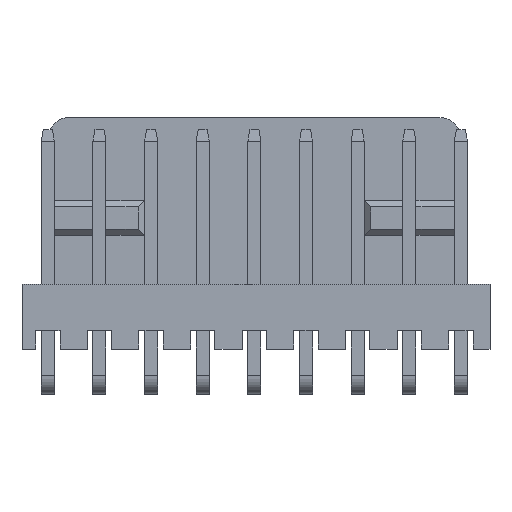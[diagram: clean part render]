
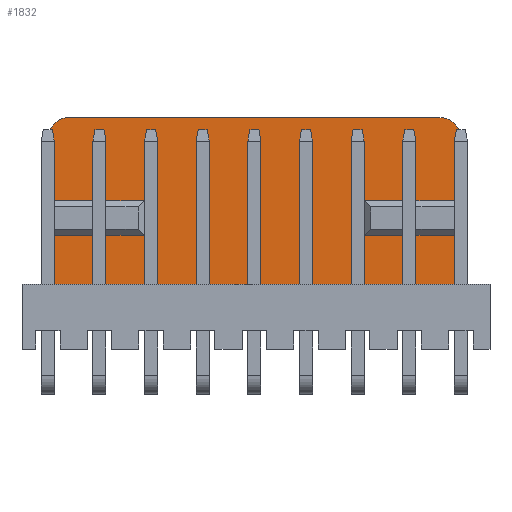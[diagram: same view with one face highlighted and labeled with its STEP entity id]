
A CAD part, top view. The second image highlights one B-rep face of the part: STEP entity #1832.
In plain terms, the highlighted planar face has unit normal (0, 0, 1).
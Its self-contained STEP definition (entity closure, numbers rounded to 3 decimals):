
#119 = AXIS2_PLACEMENT_3D ( 'NONE', #6379, #6380, #6381 ) ;
#125 = AXIS2_PLACEMENT_3D ( 'NONE', #6482, #6483, #6484 ) ;
#139 = VERTEX_POINT ( 'NONE', #2711 ) ;
#141 = VERTEX_POINT ( 'NONE', #2713 ) ;
#147 = VERTEX_POINT ( 'NONE', #2708 ) ;
#167 = VERTEX_POINT ( 'NONE', #2733 ) ;
#175 = VERTEX_POINT ( 'NONE', #2741 ) ;
#196 = VERTEX_POINT ( 'NONE', #2762 ) ;
#197 = VERTEX_POINT ( 'NONE', #2763 ) ;
#643 = ORIENTED_EDGE ( 'NONE', *, *, #2584, .T. ) ;
#644 = ORIENTED_EDGE ( 'NONE', *, *, #2628, .T. ) ;
#645 = ORIENTED_EDGE ( 'NONE', *, *, #2630, .F. ) ;
#646 = ORIENTED_EDGE ( 'NONE', *, *, #2632, .F. ) ;
#647 = ORIENTED_EDGE ( 'NONE', *, *, #2634, .F. ) ;
#648 = ORIENTED_EDGE ( 'NONE', *, *, #2636, .T. ) ;
#649 = ORIENTED_EDGE ( 'NONE', *, *, #2639, .F. ) ;
#650 = ORIENTED_EDGE ( 'NONE', *, *, #5917, .T. ) ;
#651 = ORIENTED_EDGE ( 'NONE', *, *, #5815, .F. ) ;
#652 = ORIENTED_EDGE ( 'NONE', *, *, #5820, .T. ) ;
#653 = ORIENTED_EDGE ( 'NONE', *, *, #7088, .F. ) ;
#654 = ORIENTED_EDGE ( 'NONE', *, *, #7086, .F. ) ;
#655 = ORIENTED_EDGE ( 'NONE', *, *, #7084, .F. ) ;
#656 = ORIENTED_EDGE ( 'NONE', *, *, #5819, .T. ) ;
#891 = AXIS2_PLACEMENT_3D ( 'NONE', #3130, #3139, #3140 ) ;
#1497 = CARTESIAN_POINT ( 'NONE',  ( 10.722, -3.377, 0.86 ) ) ;
#1588 = CARTESIAN_POINT ( 'NONE',  ( 9.722, 4.823, 0.86 ) ) ;
#1617 = CARTESIAN_POINT ( 'NONE',  ( 6.012, 0.723, 0.86 ) ) ;
#1619 = CARTESIAN_POINT ( 'NONE',  ( 10.722, -0.977, 0.86 ) ) ;
#1628 = CARTESIAN_POINT ( 'NONE',  ( 10.722, 3.823, 0.86 ) ) ;
#1632 = CARTESIAN_POINT ( 'NONE',  ( 10.722, 0.723, 0.86 ) ) ;
#1633 = CARTESIAN_POINT ( 'NONE',  ( 6.012, -0.977, 0.86 ) ) ;
#1832 = ADVANCED_FACE ( 'NONE', ( #7410 ), #3137, .F. ) ;
#2140 = EDGE_LOOP ( 'NONE', ( #643, #644, #645, #646, #647, #648, #649, #650, #651, #652, #653, #654, #655, #656 ) ) ;
#2238 = VERTEX_POINT ( 'NONE', #1497 ) ;
#2329 = VERTEX_POINT ( 'NONE', #1588 ) ;
#2358 = VERTEX_POINT ( 'NONE', #1617 ) ;
#2360 = VERTEX_POINT ( 'NONE', #1619 ) ;
#2369 = VERTEX_POINT ( 'NONE', #1628 ) ;
#2373 = VERTEX_POINT ( 'NONE', #1632 ) ;
#2374 = VERTEX_POINT ( 'NONE', #1633 ) ;
#2584 = EDGE_CURVE ( 'NONE', #147, #2238, #3777, .T. ) ;
#2628 = EDGE_CURVE ( 'NONE', #2238, #2360, #3876, .T. ) ;
#2630 = EDGE_CURVE ( 'NONE', #2374, #2360, #3880, .T. ) ;
#2632 = EDGE_CURVE ( 'NONE', #2358, #2374, #3872, .T. ) ;
#2634 = EDGE_CURVE ( 'NONE', #2373, #2358, #3884, .T. ) ;
#2636 = EDGE_CURVE ( 'NONE', #2373, #2369, #3887, .T. ) ;
#2639 = EDGE_CURVE ( 'NONE', #2329, #2369, #3895, .T. ) ;
#2708 = CARTESIAN_POINT ( 'NONE',  ( -9.538, -3.377, 0.86 ) ) ;
#2711 = CARTESIAN_POINT ( 'NONE',  ( -8.538, 4.823, 0.86 ) ) ;
#2713 = CARTESIAN_POINT ( 'NONE',  ( -9.538, 3.823, 0.86 ) ) ;
#2733 = CARTESIAN_POINT ( 'NONE',  ( -4.828, -0.977, 0.86 ) ) ;
#2741 = CARTESIAN_POINT ( 'NONE',  ( -4.828, 0.723, 0.86 ) ) ;
#2762 = CARTESIAN_POINT ( 'NONE',  ( -9.538, -0.977, 0.86 ) ) ;
#2763 = CARTESIAN_POINT ( 'NONE',  ( -9.538, 0.723, 0.86 ) ) ;
#3130 = CARTESIAN_POINT ( 'NONE',  ( -9.538, 0.723, 0.86 ) ) ;
#3137 = PLANE ( 'NONE',  #891 ) ;
#3139 = DIRECTION ( 'NONE',  ( 0., 0., -1. ) ) ;
#3140 = DIRECTION ( 'NONE',  ( -1., 0., 0. ) ) ;
#3777 = LINE ( 'NONE', #6309, #3785 ) ;
#3785 = VECTOR ( 'NONE', #6314, 1000. ) ;
#3872 = LINE ( 'NONE', #6339, #3889 ) ;
#3876 = LINE ( 'NONE', #6367, #3882 ) ;
#3880 = LINE ( 'NONE', #6369, #3886 ) ;
#3882 = VECTOR ( 'NONE', #6368, 1000. ) ;
#3884 = LINE ( 'NONE', #6364, #3892 ) ;
#3886 = VECTOR ( 'NONE', #6371, 1000. ) ;
#3887 = LINE ( 'NONE', #6370, #3896 ) ;
#3889 = VECTOR ( 'NONE', #6372, 1000. ) ;
#3892 = VECTOR ( 'NONE', #6374, 1000. ) ;
#3895 = CIRCLE ( 'NONE', #119, 1. ) ;
#3896 = VECTOR ( 'NONE', #6376, 1000. ) ;
#4048 = CIRCLE ( 'NONE', #125, 1. ) ;
#4070 = LINE ( 'NONE', #6490, #4075 ) ;
#4073 = LINE ( 'NONE', #6492, #4078 ) ;
#4075 = VECTOR ( 'NONE', #6491, 1000. ) ;
#4078 = VECTOR ( 'NONE', #6493, 1000. ) ;
#4367 = LINE ( 'NONE', #6687, #4370 ) ;
#4370 = VECTOR ( 'NONE', #6688, 1000. ) ;
#5688 = LINE ( 'NONE', #6192, #5691 ) ;
#5691 = VECTOR ( 'NONE', #6193, 1000. ) ;
#5692 = LINE ( 'NONE', #6196, #5695 ) ;
#5695 = VECTOR ( 'NONE', #6198, 1000. ) ;
#5696 = LINE ( 'NONE', #6200, #5699 ) ;
#5699 = VECTOR ( 'NONE', #6201, 1000. ) ;
#5815 = EDGE_CURVE ( 'NONE', #141, #139, #4048, .T. ) ;
#5819 = EDGE_CURVE ( 'NONE', #196, #147, #4070, .T. ) ;
#5820 = EDGE_CURVE ( 'NONE', #141, #197, #4073, .T. ) ;
#5917 = EDGE_CURVE ( 'NONE', #2329, #139, #4367, .T. ) ;
#6192 = CARTESIAN_POINT ( 'NONE',  ( -9.538, -0.977, 0.86 ) ) ;
#6193 = DIRECTION ( 'NONE',  ( 1., 0., 0. ) ) ;
#6196 = CARTESIAN_POINT ( 'NONE',  ( -4.828, 0.723, 0.86 ) ) ;
#6198 = DIRECTION ( 'NONE',  ( 0., 1., 0. ) ) ;
#6200 = CARTESIAN_POINT ( 'NONE',  ( -9.538, 0.723, 0.86 ) ) ;
#6201 = DIRECTION ( 'NONE',  ( -1., 0., 0. ) ) ;
#6309 = CARTESIAN_POINT ( 'NONE',  ( -10.858, -3.377, 0.86 ) ) ;
#6314 = DIRECTION ( 'NONE',  ( 1., 0., 0. ) ) ;
#6339 = CARTESIAN_POINT ( 'NONE',  ( 6.012, 0.723, 0.86 ) ) ;
#6364 = CARTESIAN_POINT ( 'NONE',  ( -37.478, 0.723, 0.86 ) ) ;
#6367 = CARTESIAN_POINT ( 'NONE',  ( 10.722, 3.823, 0.86 ) ) ;
#6368 = DIRECTION ( 'NONE',  ( 0., 1., 0. ) ) ;
#6369 = CARTESIAN_POINT ( 'NONE',  ( -37.478, -0.977, 0.86 ) ) ;
#6370 = CARTESIAN_POINT ( 'NONE',  ( 10.722, 3.823, 0.86 ) ) ;
#6371 = DIRECTION ( 'NONE',  ( 1., 0., 0. ) ) ;
#6372 = DIRECTION ( 'NONE',  ( 0., -1., 0. ) ) ;
#6374 = DIRECTION ( 'NONE',  ( -1., 0., 0. ) ) ;
#6376 = DIRECTION ( 'NONE',  ( 0., 1., 0. ) ) ;
#6379 = CARTESIAN_POINT ( 'NONE',  ( 9.722, 3.823, 0.86 ) ) ;
#6380 = DIRECTION ( 'NONE',  ( 0., 0., -1. ) ) ;
#6381 = DIRECTION ( 'NONE',  ( 1., 0., 0. ) ) ;
#6482 = CARTESIAN_POINT ( 'NONE',  ( -8.538, 3.823, 0.86 ) ) ;
#6483 = DIRECTION ( 'NONE',  ( 0., 0., -1. ) ) ;
#6484 = DIRECTION ( 'NONE',  ( 1., 0., 0. ) ) ;
#6490 = CARTESIAN_POINT ( 'NONE',  ( -9.538, -3.377, 0.86 ) ) ;
#6491 = DIRECTION ( 'NONE',  ( 0., -1., 0. ) ) ;
#6492 = CARTESIAN_POINT ( 'NONE',  ( -9.538, -3.377, 0.86 ) ) ;
#6493 = DIRECTION ( 'NONE',  ( 0., -1., 0. ) ) ;
#6687 = CARTESIAN_POINT ( 'NONE',  ( -8.538, 4.823, 0.86 ) ) ;
#6688 = DIRECTION ( 'NONE',  ( -1., 0., 0. ) ) ;
#7084 = EDGE_CURVE ( 'NONE', #196, #167, #5688, .T. ) ;
#7086 = EDGE_CURVE ( 'NONE', #167, #175, #5692, .T. ) ;
#7088 = EDGE_CURVE ( 'NONE', #175, #197, #5696, .T. ) ;
#7410 = FACE_OUTER_BOUND ( 'NONE', #2140, .T. ) ;
